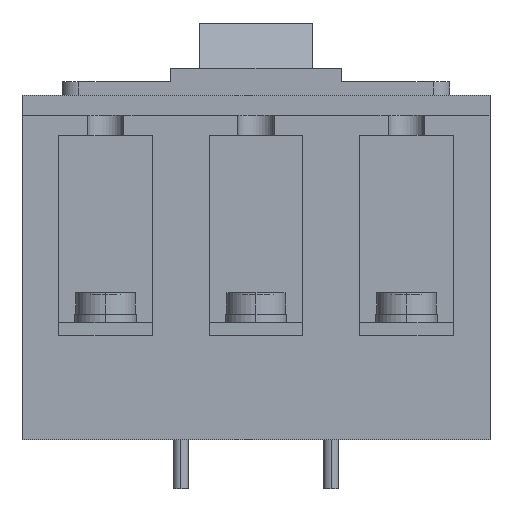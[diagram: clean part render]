
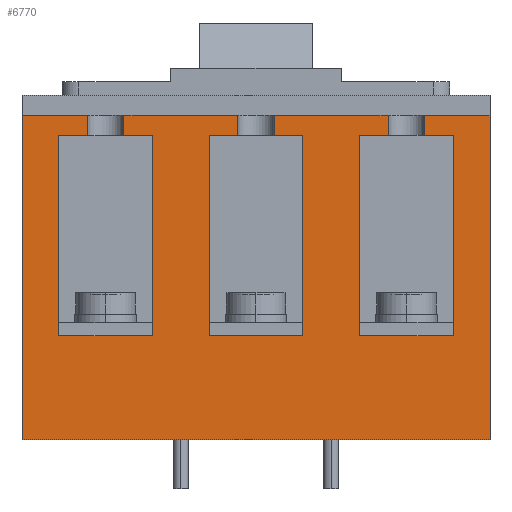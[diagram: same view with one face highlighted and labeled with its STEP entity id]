
A CAD part, front view. The second image highlights one B-rep face of the part: STEP entity #6770.
In plain terms, the highlighted planar face has unit normal (0, -1, 0).
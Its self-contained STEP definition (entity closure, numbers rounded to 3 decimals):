
#2190=CARTESIAN_POINT('',(188.107,377.899,0.));
#2200=VERTEX_POINT('',#2190);
#2230=CARTESIAN_POINT('',(188.107,377.899,
97.));
#2240=DIRECTION('',(0.,0.,-1.));
#2250=VECTOR('',#2240,1.);
#2260=LINE('',#2230,#2250);
#2270=CARTESIAN_POINT('',(188.107,377.899,
97.));
#2280=VERTEX_POINT('',#2270);
#2290=EDGE_CURVE('',#2280,#2200,#2260,.T.);
#2740=CARTESIAN_POINT('',(48.107,377.899,
97.));
#2750=VERTEX_POINT('',#2740);
#2780=CARTESIAN_POINT('',(48.107,377.899,
97.));
#2790=DIRECTION('',(0.,0.,-1.));
#2800=VECTOR('',#2790,1.);
#2810=LINE('',#2780,#2800);
#2820=CARTESIAN_POINT('',(48.107,377.899,0.));
#2830=VERTEX_POINT('',#2820);
#2840=EDGE_CURVE('',#2750,#2830,#2810,.T.);
#3690=CARTESIAN_POINT('',(188.107,377.899,
97.));
#3700=DIRECTION('',(-1.,0.,0.));
#3710=VECTOR('',#3700,1.);
#3720=LINE('',#3690,#3710);
#3730=CARTESIAN_POINT('',(168.607,377.899,
97.));
#3740=VERTEX_POINT('',#3730);
#3750=EDGE_CURVE('',#2280,#3740,#3720,.T.);
#3980=CARTESIAN_POINT('',(157.607,377.899,
97.));
#3990=VERTEX_POINT('',#3980);
#4020=CARTESIAN_POINT('',(123.607,377.899,
97.));
#4030=VERTEX_POINT('',#4020);
#4040=EDGE_CURVE('',#3990,#4030,#3720,.T.);
#4270=CARTESIAN_POINT('',(112.607,377.899,
97.));
#4280=VERTEX_POINT('',#4270);
#4310=CARTESIAN_POINT('',(78.607,377.899,
97.));
#4320=VERTEX_POINT('',#4310);
#4330=EDGE_CURVE('',#4280,#4320,#3720,.T.);
#4560=CARTESIAN_POINT('',(67.607,377.899,
97.));
#4570=VERTEX_POINT('',#4560);
#4600=EDGE_CURVE('',#4570,#2750,#3720,.T.);
#5040=CARTESIAN_POINT('',(188.107,377.899,0.));
#5050=DIRECTION('',(0.,1.,0.));
#5060=DIRECTION('',(0.,0.,-1.));
#5070=AXIS2_PLACEMENT_3D('',#5040,#5050,#5060);
#5080=PLANE('',#5070);
#5090=CARTESIAN_POINT('',(67.607,377.899,
392.365));
#5100=DIRECTION('',(0.,0.,-1.));
#5110=VECTOR('',#5100,1.);
#5120=LINE('',#5090,#5110);
#5130=CARTESIAN_POINT('',(67.607,377.899,
91.));
#5140=VERTEX_POINT('',#5130);
#5150=EDGE_CURVE('',#4570,#5140,#5120,.T.);
#5160=ORIENTED_EDGE('',*,*,#5150,.F.);
#5170=CARTESIAN_POINT('',(188.107,377.899,
91.));
#5180=DIRECTION('',(1.,0.,0.));
#5190=VECTOR('',#5180,1.);
#5200=LINE('',#5170,#5190);
#5210=CARTESIAN_POINT('',(59.107,377.899,
91.));
#5220=VERTEX_POINT('',#5210);
#5230=EDGE_CURVE('',#5220,#5140,#5200,.T.);
#5240=ORIENTED_EDGE('',*,*,#5230,.T.);
#5250=CARTESIAN_POINT('',(59.107,377.899,
392.365));
#5260=DIRECTION('',(0.,0.,-1.));
#5270=VECTOR('',#5260,1.);
#5280=LINE('',#5250,#5270);
#5290=CARTESIAN_POINT('',(59.107,377.899,
31.));
#5300=VERTEX_POINT('',#5290);
#5310=EDGE_CURVE('',#5220,#5300,#5280,.T.);
#5320=ORIENTED_EDGE('',*,*,#5310,.F.);
#5330=CARTESIAN_POINT('',(188.107,377.899,
31.));
#5340=DIRECTION('',(1.,0.,0.));
#5350=VECTOR('',#5340,1.);
#5360=LINE('',#5330,#5350);
#5370=CARTESIAN_POINT('',(87.107,377.899,
31.));
#5380=VERTEX_POINT('',#5370);
#5390=EDGE_CURVE('',#5300,#5380,#5360,.T.);
#5400=ORIENTED_EDGE('',*,*,#5390,.F.);
#5410=CARTESIAN_POINT('',(87.107,377.899,
392.365));
#5420=DIRECTION('',(0.,0.,1.));
#5430=VECTOR('',#5420,1.);
#5440=LINE('',#5410,#5430);
#5450=CARTESIAN_POINT('',(87.107,377.899,
91.));
#5460=VERTEX_POINT('',#5450);
#5470=EDGE_CURVE('',#5380,#5460,#5440,.T.);
#5480=ORIENTED_EDGE('',*,*,#5470,.F.);
#5490=CARTESIAN_POINT('',(78.607,377.899,
91.));
#5500=VERTEX_POINT('',#5490);
#5510=EDGE_CURVE('',#5500,#5460,#5200,.T.);
#5520=ORIENTED_EDGE('',*,*,#5510,.T.);
#5530=CARTESIAN_POINT('',(78.607,377.899,
392.365));
#5540=DIRECTION('',(0.,0.,1.));
#5550=VECTOR('',#5540,1.);
#5560=LINE('',#5530,#5550);
#5570=EDGE_CURVE('',#5500,#4320,#5560,.T.);
#5580=ORIENTED_EDGE('',*,*,#5570,.F.);
#5590=ORIENTED_EDGE('',*,*,#4330,.T.);
#5600=CARTESIAN_POINT('',(112.607,377.899,
392.365));
#5610=DIRECTION('',(0.,0.,-1.));
#5620=VECTOR('',#5610,1.);
#5630=LINE('',#5600,#5620);
#5640=CARTESIAN_POINT('',(112.607,377.899,
91.));
#5650=VERTEX_POINT('',#5640);
#5660=EDGE_CURVE('',#4280,#5650,#5630,.T.);
#5670=ORIENTED_EDGE('',*,*,#5660,.F.);
#5680=CARTESIAN_POINT('',(188.107,377.899,
91.));
#5690=DIRECTION('',(1.,0.,0.));
#5700=VECTOR('',#5690,1.);
#5710=LINE('',#5680,#5700);
#5720=CARTESIAN_POINT('',(104.107,377.899,
91.));
#5730=VERTEX_POINT('',#5720);
#5740=EDGE_CURVE('',#5730,#5650,#5710,.T.);
#5750=ORIENTED_EDGE('',*,*,#5740,.T.);
#5760=CARTESIAN_POINT('',(104.107,377.899,
392.365));
#5770=DIRECTION('',(0.,0.,-1.));
#5780=VECTOR('',#5770,1.);
#5790=LINE('',#5760,#5780);
#5800=CARTESIAN_POINT('',(104.107,377.899,
31.));
#5810=VERTEX_POINT('',#5800);
#5820=EDGE_CURVE('',#5730,#5810,#5790,.T.);
#5830=ORIENTED_EDGE('',*,*,#5820,.F.);
#5840=CARTESIAN_POINT('',(188.107,377.899,
31.));
#5850=DIRECTION('',(1.,0.,0.));
#5860=VECTOR('',#5850,1.);
#5870=LINE('',#5840,#5860);
#5880=CARTESIAN_POINT('',(132.107,377.899,
31.));
#5890=VERTEX_POINT('',#5880);
#5900=EDGE_CURVE('',#5810,#5890,#5870,.T.);
#5910=ORIENTED_EDGE('',*,*,#5900,.F.);
#5920=CARTESIAN_POINT('',(132.107,377.899,
392.365));
#5930=DIRECTION('',(0.,0.,1.));
#5940=VECTOR('',#5930,1.);
#5950=LINE('',#5920,#5940);
#5960=CARTESIAN_POINT('',(132.107,377.899,
91.));
#5970=VERTEX_POINT('',#5960);
#5980=EDGE_CURVE('',#5890,#5970,#5950,.T.);
#5990=ORIENTED_EDGE('',*,*,#5980,.F.);
#6000=CARTESIAN_POINT('',(188.107,377.899,
91.));
#6010=DIRECTION('',(1.,0.,0.));
#6020=VECTOR('',#6010,1.);
#6030=LINE('',#6000,#6020);
#6040=CARTESIAN_POINT('',(123.607,377.899,
91.));
#6050=VERTEX_POINT('',#6040);
#6060=EDGE_CURVE('',#6050,#5970,#6030,.T.);
#6070=ORIENTED_EDGE('',*,*,#6060,.T.);
#6080=CARTESIAN_POINT('',(123.607,377.899,
392.365));
#6090=DIRECTION('',(0.,0.,1.));
#6100=VECTOR('',#6090,1.);
#6110=LINE('',#6080,#6100);
#6120=EDGE_CURVE('',#6050,#4030,#6110,.T.);
#6130=ORIENTED_EDGE('',*,*,#6120,.F.);
#6140=ORIENTED_EDGE('',*,*,#4040,.T.);
#6150=CARTESIAN_POINT('',(157.607,377.899,
392.365));
#6160=DIRECTION('',(0.,0.,-1.));
#6170=VECTOR('',#6160,1.);
#6180=LINE('',#6150,#6170);
#6190=CARTESIAN_POINT('',(157.607,377.899,
91.));
#6200=VERTEX_POINT('',#6190);
#6210=EDGE_CURVE('',#3990,#6200,#6180,.T.);
#6220=ORIENTED_EDGE('',*,*,#6210,.F.);
#6230=CARTESIAN_POINT('',(188.107,377.899,
91.));
#6240=DIRECTION('',(1.,0.,0.));
#6250=VECTOR('',#6240,1.);
#6260=LINE('',#6230,#6250);
#6270=CARTESIAN_POINT('',(149.107,377.899,
91.));
#6280=VERTEX_POINT('',#6270);
#6290=EDGE_CURVE('',#6280,#6200,#6260,.T.);
#6300=ORIENTED_EDGE('',*,*,#6290,.T.);
#6310=CARTESIAN_POINT('',(149.107,377.899,
392.365));
#6320=DIRECTION('',(0.,0.,-1.));
#6330=VECTOR('',#6320,1.);
#6340=LINE('',#6310,#6330);
#6350=CARTESIAN_POINT('',(149.107,377.899,
31.));
#6360=VERTEX_POINT('',#6350);
#6370=EDGE_CURVE('',#6280,#6360,#6340,.T.);
#6380=ORIENTED_EDGE('',*,*,#6370,.F.);
#6390=CARTESIAN_POINT('',(188.107,377.899,
31.));
#6400=DIRECTION('',(1.,0.,0.));
#6410=VECTOR('',#6400,1.);
#6420=LINE('',#6390,#6410);
#6430=CARTESIAN_POINT('',(177.107,377.899,
31.));
#6440=VERTEX_POINT('',#6430);
#6450=EDGE_CURVE('',#6360,#6440,#6420,.T.);
#6460=ORIENTED_EDGE('',*,*,#6450,.F.);
#6470=CARTESIAN_POINT('',(177.107,377.899,
392.365));
#6480=DIRECTION('',(0.,0.,1.));
#6490=VECTOR('',#6480,1.);
#6500=LINE('',#6470,#6490);
#6510=CARTESIAN_POINT('',(177.107,377.899,
91.));
#6520=VERTEX_POINT('',#6510);
#6530=EDGE_CURVE('',#6440,#6520,#6500,.T.);
#6540=ORIENTED_EDGE('',*,*,#6530,.F.);
#6550=CARTESIAN_POINT('',(168.607,377.899,
91.));
#6560=VERTEX_POINT('',#6550);
#6570=EDGE_CURVE('',#6560,#6520,#6260,.T.);
#6580=ORIENTED_EDGE('',*,*,#6570,.T.);
#6590=CARTESIAN_POINT('',(168.607,377.899,
392.365));
#6600=DIRECTION('',(0.,0.,1.));
#6610=VECTOR('',#6600,1.);
#6620=LINE('',#6590,#6610);
#6630=EDGE_CURVE('',#6560,#3740,#6620,.T.);
#6640=ORIENTED_EDGE('',*,*,#6630,.F.);
#6650=ORIENTED_EDGE('',*,*,#3750,.T.);
#6660=ORIENTED_EDGE('',*,*,#2290,.F.);
#6670=CARTESIAN_POINT('',(188.107,377.899,0.));
#6680=DIRECTION('',(-1.,0.,0.));
#6690=VECTOR('',#6680,1.);
#6700=LINE('',#6670,#6690);
#6710=EDGE_CURVE('',#2200,#2830,#6700,.T.);
#6720=ORIENTED_EDGE('',*,*,#6710,.F.);
#6730=ORIENTED_EDGE('',*,*,#2840,.T.);
#6740=ORIENTED_EDGE('',*,*,#4600,.T.);
#6750=EDGE_LOOP('',(#6740,#6730,#6720,#6660,#6650,#6640,#6580,#6540,
#6460,#6380,#6300,#6220,#6140,#6130,#6070,#5990,#5910,#5830,#5750,#5670,
#5590,#5580,#5520,#5480,#5400,#5320,#5240,#5160));
#6760=FACE_OUTER_BOUND('',#6750,.T.);
#6770=ADVANCED_FACE('',(#6760),#5080,.F.);
